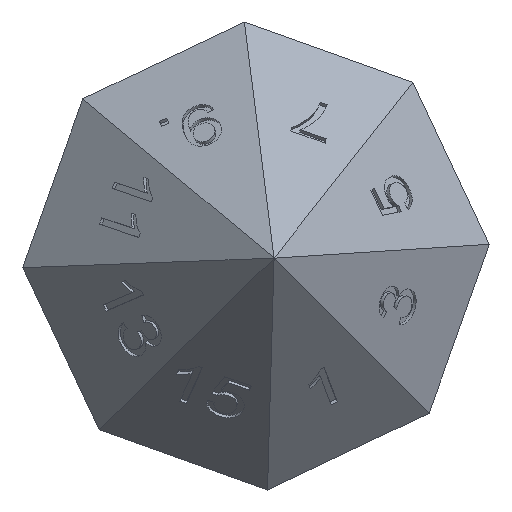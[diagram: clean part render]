
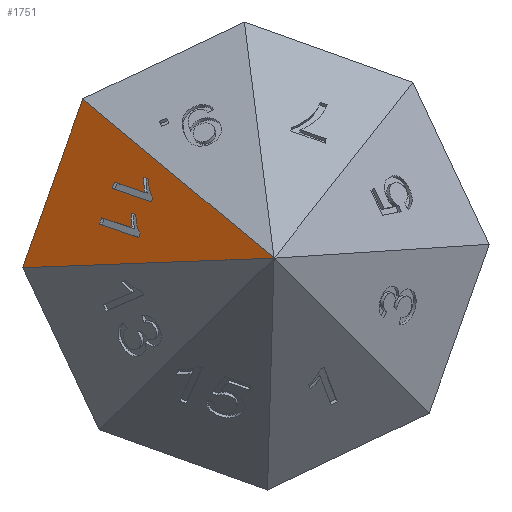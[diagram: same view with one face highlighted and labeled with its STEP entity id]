
A CAD part, top view. The second image highlights one B-rep face of the part: STEP entity #1751.
In plain terms, the highlighted planar face has unit normal (-0.637, 0.239, 0.733).
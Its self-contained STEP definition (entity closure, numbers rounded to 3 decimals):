
#119=CARTESIAN_POINT('',(-26.426,-8.04,0.163));
#120=VERTEX_POINT('',#119);
#127=CARTESIAN_POINT('',(-16.226,-16.56,11.819));
#128=VERTEX_POINT('',#127);
#129=CARTESIAN_POINT('',(-16.226,-16.56,11.819));
#130=DIRECTION('',(-0.577,0.482,-0.659));
#131=VECTOR('',#130,17.678);
#132=LINE('',#129,#131);
#133=EDGE_CURVE('',#128,#120,#132,.T.);
#889=CARTESIAN_POINT('',(-29.638,-17.051,0.313));
#890=VERTEX_POINT('',#889);
#1190=CARTESIAN_POINT('',(-26.426,-8.04,0.163));
#1191=DIRECTION('',(-0.336,-0.942,0.016));
#1192=VECTOR('',#1191,9.567);
#1193=LINE('',#1190,#1192);
#1194=EDGE_CURVE('',#120,#890,#1193,.T.);
#1604=CARTESIAN_POINT('',(-28.032,-12.545,0.238));
#1605=DIRECTION('',(-0.637,0.239,0.733));
#1606=DIRECTION('',(0.759,0.028,0.651));
#1607=AXIS2_PLACEMENT_3D('',#1604,#1605,#1606);
#1608=PLANE('',#1607);
#1609=CARTESIAN_POINT('',(-23.451,-15.444,5.17));
#1610=VERTEX_POINT('',#1609);
#1611=CARTESIAN_POINT('',(-25.539,-14.734,3.121));
#1612=VERTEX_POINT('',#1611);
#1613=CARTESIAN_POINT('',(-23.451,-15.444,5.17));
#1614=DIRECTION('',(-0.694,0.236,-0.681));
#1615=VECTOR('',#1614,3.01);
#1616=LINE('',#1613,#1615);
#1617=EDGE_CURVE('',#1610,#1612,#1616,.T.);
#1618=ORIENTED_EDGE('',*,*,#1617,.T.);
#1619=CARTESIAN_POINT('',(-25.416,-14.387,3.115));
#1620=VERTEX_POINT('',#1619);
#1621=CARTESIAN_POINT('',(-25.539,-14.734,3.121));
#1622=DIRECTION('',(0.336,0.942,-0.016));
#1623=VECTOR('',#1622,0.368);
#1624=LINE('',#1621,#1623);
#1625=EDGE_CURVE('',#1612,#1620,#1624,.T.);
#1626=ORIENTED_EDGE('',*,*,#1625,.T.);
#1627=CARTESIAN_POINT('',(-23.789,-14.94,4.711));
#1628=VERTEX_POINT('',#1627);
#1629=CARTESIAN_POINT('',(-25.416,-14.387,3.115));
#1630=DIRECTION('',(0.694,-0.236,0.681));
#1631=VECTOR('',#1630,2.346);
#1632=LINE('',#1629,#1631);
#1633=EDGE_CURVE('',#1620,#1628,#1632,.T.);
#1634=ORIENTED_EDGE('',*,*,#1633,.T.);
#1635=CARTESIAN_POINT('',(-23.849,-14.142,4.398));
#1636=VERTEX_POINT('',#1635);
#1637=CARTESIAN_POINT('',(-23.789,-14.94,4.711));
#1638=CARTESIAN_POINT('',(-23.818,-14.837,4.653));
#1639=CARTESIAN_POINT('',(-23.837,-14.707,4.593));
#1640=CARTESIAN_POINT('',(-23.848,-14.552,4.533));
#1641=CARTESIAN_POINT('',(-23.858,-14.397,4.474));
#1642=CARTESIAN_POINT('',(-23.858,-14.26,4.429));
#1643=CARTESIAN_POINT('',(-23.849,-14.142,4.398));
#1644=B_SPLINE_CURVE_WITH_KNOTS('',3,(#1637,#1638,#1639,#1640,#1641,#1642,#1643),.UNSPECIFIED.,.F.,.F.,(4,3,4),(0.,0.5,1.),.UNSPECIFIED.);
#1645=EDGE_CURVE('',#1628,#1636,#1644,.T.);
#1646=ORIENTED_EDGE('',*,*,#1645,.T.);
#1647=CARTESIAN_POINT('',(-23.603,-14.226,4.64));
#1648=VERTEX_POINT('',#1647);
#1649=CARTESIAN_POINT('',(-23.849,-14.142,4.398));
#1650=DIRECTION('',(0.694,-0.236,0.681));
#1651=VECTOR('',#1650,0.356);
#1652=LINE('',#1649,#1651);
#1653=EDGE_CURVE('',#1636,#1648,#1652,.T.);
#1654=ORIENTED_EDGE('',*,*,#1653,.T.);
#1655=CARTESIAN_POINT('',(-23.371,-15.22,5.166));
#1656=VERTEX_POINT('',#1655);
#1657=CARTESIAN_POINT('',(-23.603,-14.226,4.64));
#1658=CARTESIAN_POINT('',(-23.604,-14.443,4.709));
#1659=CARTESIAN_POINT('',(-23.584,-14.64,4.792));
#1660=CARTESIAN_POINT('',(-23.54,-14.818,4.888));
#1661=CARTESIAN_POINT('',(-23.496,-14.995,4.984));
#1662=CARTESIAN_POINT('',(-23.44,-15.129,5.077));
#1663=CARTESIAN_POINT('',(-23.371,-15.22,5.166));
#1664=B_SPLINE_CURVE_WITH_KNOTS('',3,(#1657,#1658,#1659,#1660,#1661,#1662,#1663),.UNSPECIFIED.,.F.,.F.,(4,3,4),(0.,0.5,1.),.UNSPECIFIED.);
#1665=EDGE_CURVE('',#1648,#1656,#1664,.T.);
#1666=ORIENTED_EDGE('',*,*,#1665,.T.);
#1667=CARTESIAN_POINT('',(-23.371,-15.22,5.166));
#1668=DIRECTION('',(-0.336,-0.942,0.016));
#1669=VECTOR('',#1668,0.237);
#1670=LINE('',#1667,#1669);
#1671=EDGE_CURVE('',#1656,#1610,#1670,.T.);
#1672=ORIENTED_EDGE('',*,*,#1671,.T.);
#1673=EDGE_LOOP('',(#1618,#1626,#1634,#1646,#1654,#1666,#1672));
#1674=FACE_BOUND('',#1673,.T.);
#1675=ORIENTED_EDGE('',*,*,#1194,.T.);
#1676=CARTESIAN_POINT('',(-16.226,-16.56,11.819));
#1677=DIRECTION('',(-0.759,-0.028,-0.651));
#1678=VECTOR('',#1677,17.678);
#1679=LINE('',#1676,#1678);
#1680=EDGE_CURVE('',#128,#890,#1679,.T.);
#1681=ORIENTED_EDGE('',*,*,#1680,.F.);
#1682=ORIENTED_EDGE('',*,*,#133,.T.);
#1683=EDGE_LOOP('',(#1675,#1681,#1682));
#1684=FACE_BOUND('',#1683,.T.);
#1685=CARTESIAN_POINT('',(-22.774,-13.543,5.138));
#1686=VERTEX_POINT('',#1685);
#1687=CARTESIAN_POINT('',(-24.862,-12.833,3.089));
#1688=VERTEX_POINT('',#1687);
#1689=CARTESIAN_POINT('',(-22.774,-13.543,5.138));
#1690=DIRECTION('',(-0.694,0.236,-0.681));
#1691=VECTOR('',#1690,3.01);
#1692=LINE('',#1689,#1691);
#1693=EDGE_CURVE('',#1686,#1688,#1692,.T.);
#1694=ORIENTED_EDGE('',*,*,#1693,.T.);
#1695=CARTESIAN_POINT('',(-24.738,-12.486,3.084));
#1696=VERTEX_POINT('',#1695);
#1697=CARTESIAN_POINT('',(-24.862,-12.833,3.089));
#1698=DIRECTION('',(0.336,0.942,-0.016));
#1699=VECTOR('',#1698,0.368);
#1700=LINE('',#1697,#1699);
#1701=EDGE_CURVE('',#1688,#1696,#1700,.T.);
#1702=ORIENTED_EDGE('',*,*,#1701,.T.);
#1703=CARTESIAN_POINT('',(-23.111,-13.039,4.68));
#1704=VERTEX_POINT('',#1703);
#1705=CARTESIAN_POINT('',(-24.738,-12.486,3.084));
#1706=DIRECTION('',(0.694,-0.236,0.681));
#1707=VECTOR('',#1706,2.346);
#1708=LINE('',#1705,#1707);
#1709=EDGE_CURVE('',#1696,#1704,#1708,.T.);
#1710=ORIENTED_EDGE('',*,*,#1709,.T.);
#1711=CARTESIAN_POINT('',(-23.172,-12.241,4.366));
#1712=VERTEX_POINT('',#1711);
#1713=CARTESIAN_POINT('',(-23.111,-13.039,4.68));
#1714=CARTESIAN_POINT('',(-23.14,-12.936,4.621));
#1715=CARTESIAN_POINT('',(-23.16,-12.806,4.562));
#1716=CARTESIAN_POINT('',(-23.17,-12.651,4.502));
#1717=CARTESIAN_POINT('',(-23.18,-12.496,4.442));
#1718=CARTESIAN_POINT('',(-23.181,-12.359,4.397));
#1719=CARTESIAN_POINT('',(-23.172,-12.241,4.366));
#1720=B_SPLINE_CURVE_WITH_KNOTS('',3,(#1713,#1714,#1715,#1716,#1717,#1718,#1719),.UNSPECIFIED.,.F.,.F.,(4,3,4),(0.,0.5,1.),.UNSPECIFIED.);
#1721=EDGE_CURVE('',#1704,#1712,#1720,.T.);
#1722=ORIENTED_EDGE('',*,*,#1721,.T.);
#1723=CARTESIAN_POINT('',(-22.925,-12.325,4.608));
#1724=VERTEX_POINT('',#1723);
#1725=CARTESIAN_POINT('',(-23.172,-12.241,4.366));
#1726=DIRECTION('',(0.694,-0.236,0.681));
#1727=VECTOR('',#1726,0.356);
#1728=LINE('',#1725,#1727);
#1729=EDGE_CURVE('',#1712,#1724,#1728,.T.);
#1730=ORIENTED_EDGE('',*,*,#1729,.T.);
#1731=CARTESIAN_POINT('',(-22.694,-13.319,5.134));
#1732=VERTEX_POINT('',#1731);
#1733=CARTESIAN_POINT('',(-22.925,-12.325,4.608));
#1734=CARTESIAN_POINT('',(-22.927,-12.542,4.678));
#1735=CARTESIAN_POINT('',(-22.906,-12.739,4.76));
#1736=CARTESIAN_POINT('',(-22.862,-12.917,4.856));
#1737=CARTESIAN_POINT('',(-22.818,-13.094,4.952));
#1738=CARTESIAN_POINT('',(-22.762,-13.228,5.045));
#1739=CARTESIAN_POINT('',(-22.694,-13.319,5.134));
#1740=B_SPLINE_CURVE_WITH_KNOTS('',3,(#1733,#1734,#1735,#1736,#1737,#1738,#1739),.UNSPECIFIED.,.F.,.F.,(4,3,4),(0.,0.5,1.),.UNSPECIFIED.);
#1741=EDGE_CURVE('',#1724,#1732,#1740,.T.);
#1742=ORIENTED_EDGE('',*,*,#1741,.T.);
#1743=CARTESIAN_POINT('',(-22.694,-13.319,5.134));
#1744=DIRECTION('',(-0.336,-0.942,0.016));
#1745=VECTOR('',#1744,0.237);
#1746=LINE('',#1743,#1745);
#1747=EDGE_CURVE('',#1732,#1686,#1746,.T.);
#1748=ORIENTED_EDGE('',*,*,#1747,.T.);
#1749=EDGE_LOOP('',(#1694,#1702,#1710,#1722,#1730,#1742,#1748));
#1750=FACE_BOUND('',#1749,.T.);
#1751=ADVANCED_FACE('',(#1674,#1684,#1750),#1608,.T.);
